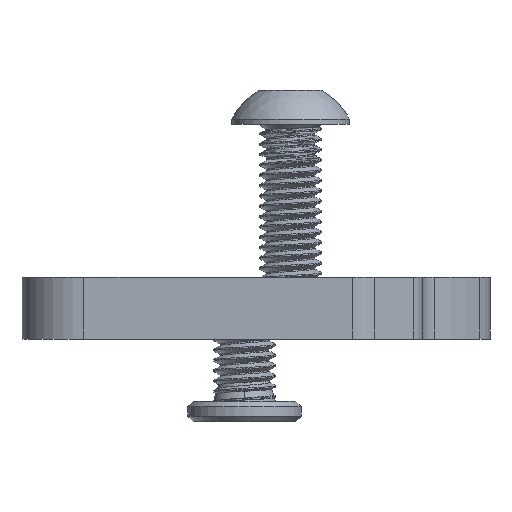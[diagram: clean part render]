
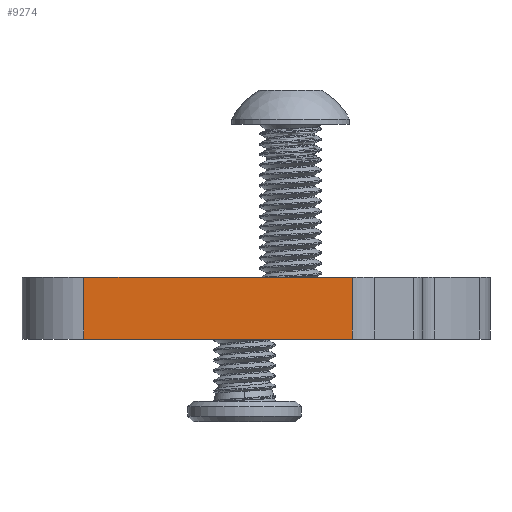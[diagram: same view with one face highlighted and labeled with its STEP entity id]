
A CAD part, left-side view. The second image highlights one B-rep face of the part: STEP entity #9274.
In plain terms, the highlighted planar face has unit normal (-1, 0, 0).
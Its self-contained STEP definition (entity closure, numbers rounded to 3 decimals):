
#1748=FACE_OUTER_BOUND('',#2284,.T.);
#2284=EDGE_LOOP('',(#8631,#8632,#8633,#8634));
#2864=LINE('',#27458,#3490);
#2871=LINE('',#27505,#3497);
#2887=LINE('',#27577,#3513);
#2910=LINE('',#27637,#3536);
#3490=VECTOR('',#11493,10.);
#3497=VECTOR('',#11528,10.);
#3513=VECTOR('',#11592,10.);
#3536=VECTOR('',#11657,10.);
#4418=VERTEX_POINT('',#27455);
#4419=VERTEX_POINT('',#27457);
#4436=VERTEX_POINT('',#27502);
#4437=VERTEX_POINT('',#27504);
#5774=EDGE_CURVE('',#4418,#4419,#2864,.T.);
#5795=EDGE_CURVE('',#4437,#4436,#2871,.T.);
#5829=EDGE_CURVE('',#4419,#4436,#2887,.T.);
#5852=EDGE_CURVE('',#4418,#4437,#2910,.T.);
#8631=ORIENTED_EDGE('',*,*,#5829,.F.);
#8632=ORIENTED_EDGE('',*,*,#5774,.F.);
#8633=ORIENTED_EDGE('',*,*,#5852,.T.);
#8634=ORIENTED_EDGE('',*,*,#5795,.T.);
#8770=PLANE('',#9893);
#9274=ADVANCED_FACE('',(#1748),#8770,.T.);
#9893=AXIS2_PLACEMENT_3D('',#27638,#11658,#11659);
#11493=DIRECTION('',(0.,1.,0.));
#11528=DIRECTION('',(0.,1.,0.));
#11592=DIRECTION('',(0.,0.,1.));
#11657=DIRECTION('',(0.,0.,1.));
#11658=DIRECTION('center_axis',(-1.,0.,0.));
#11659=DIRECTION('ref_axis',(0.,-1.,0.));
#27455=CARTESIAN_POINT('',(-30.,19.614,67.758));
#27457=CARTESIAN_POINT('',(-30.,32.6,67.758));
#27458=CARTESIAN_POINT('',(-30.,28.6,67.758));
#27502=CARTESIAN_POINT('',(-30.,32.6,70.758));
#27504=CARTESIAN_POINT('',(-30.,19.614,70.758));
#27505=CARTESIAN_POINT('',(-30.,28.6,70.758));
#27577=CARTESIAN_POINT('',(-30.,32.6,69.258));
#27637=CARTESIAN_POINT('',(-30.,19.614,67.758));
#27638=CARTESIAN_POINT('Origin',(-30.,28.6,67.758));
